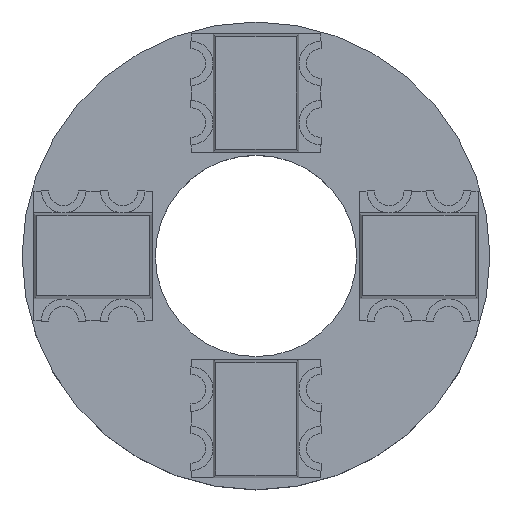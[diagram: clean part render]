
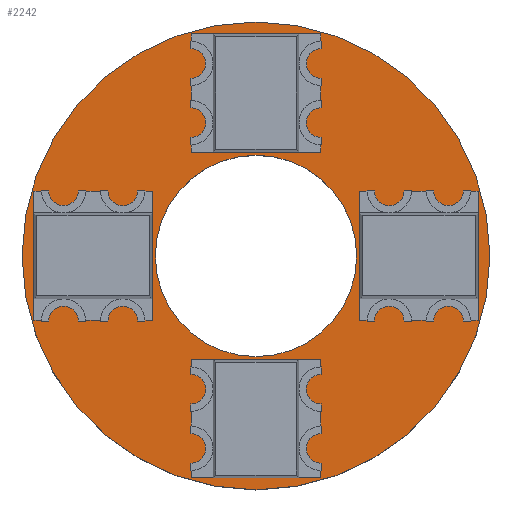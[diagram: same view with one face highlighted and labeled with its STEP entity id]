
A CAD part, top view. The second image highlights one B-rep face of the part: STEP entity #2242.
In plain terms, the highlighted planar face has unit normal (0, 0, 1).
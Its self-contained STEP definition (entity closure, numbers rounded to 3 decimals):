
#2171 = VERTEX_POINT('',#2172);
#2172 = CARTESIAN_POINT('',(130.95,-65.5,1.6));
#2178 = EDGE_CURVE('',#2171,#2171,#2179,.T.);
#2179 = CIRCLE('',#2180,3.95);
#2180 = AXIS2_PLACEMENT_3D('',#2181,#2182,#2183);
#2181 = CARTESIAN_POINT('',(127.,-65.5,1.6));
#2182 = DIRECTION('',(0.,0.,1.));
#2183 = DIRECTION('',(1.,0.,-0.));
#2204 = VERTEX_POINT('',#2205);
#2205 = CARTESIAN_POINT('',(128.7,-65.5,1.6));
#2211 = EDGE_CURVE('',#2204,#2204,#2212,.T.);
#2212 = CIRCLE('',#2213,1.7);
#2213 = AXIS2_PLACEMENT_3D('',#2214,#2215,#2216);
#2214 = CARTESIAN_POINT('',(127.,-65.5,1.6));
#2215 = DIRECTION('',(0.,0.,1.));
#2216 = DIRECTION('',(1.,0.,-0.));
#2242 = ADVANCED_FACE('',(#2243,#2246),#2249,.T.);
#2243 = FACE_BOUND('',#2244,.T.);
#2244 = EDGE_LOOP('',(#2245));
#2245 = ORIENTED_EDGE('',*,*,#2178,.T.);
#2246 = FACE_BOUND('',#2247,.F.);
#2247 = EDGE_LOOP('',(#2248));
#2248 = ORIENTED_EDGE('',*,*,#2211,.T.);
#2249 = PLANE('',#2250);
#2250 = AXIS2_PLACEMENT_3D('',#2251,#2252,#2253);
#2251 = CARTESIAN_POINT('',(0.,0.,1.6));
#2252 = DIRECTION('',(0.,0.,1.));
#2253 = DIRECTION('',(1.,0.,-0.));
